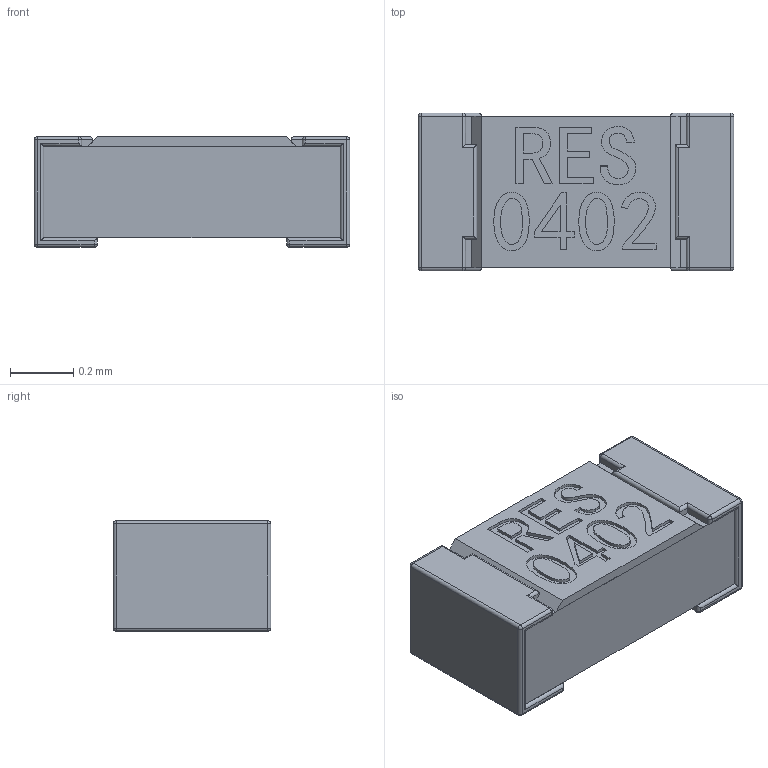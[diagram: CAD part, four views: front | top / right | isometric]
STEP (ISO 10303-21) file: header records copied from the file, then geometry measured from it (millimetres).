
FILE_DESCRIPTION (( 'STEP AP214' ), '1' );
FILE_NAME ('09BAEC78-9A82-4DC1-9F5A-647D3738759C.STEP', '2026-01-04T16:37:09', ( '' ), ( '' ), 'SwSTEP 2.0', 'SolidWorks 2022', '' );
FILE_SCHEMA (( 'AUTOMOTIVE_DESIGN' ));
Length unit declared in the file: millimetre
Products named in the file (1): 09BAEC78-9A82-4DC1-9F5A-647D3738759C
Bounding box: 1 x 0.5 x 0.35 mm (x, y, z)
Volume: 0.2 mm3; surface area: 3.9 mm2
Topology: 4 solids, 4 shells, 188 faces, 455 edges, 270 vertices
Faces by surface type: plane 97, cylinder 48, bspline 27, sphere 16
Entity records: 9906 total; most frequent: CARTESIAN_POINT 3725, ORIENTED_EDGE 878, DIRECTION 737, EDGE_CURVE 439, VECTOR 309, LINE 309, VERTEX_POINT 270, AXIS2_PLACEMENT_3D 214
